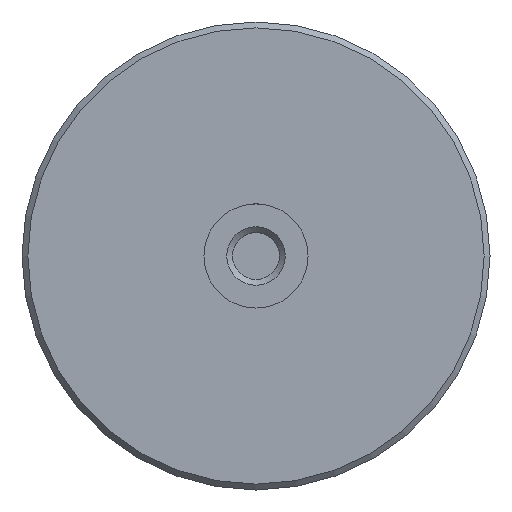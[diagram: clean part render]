
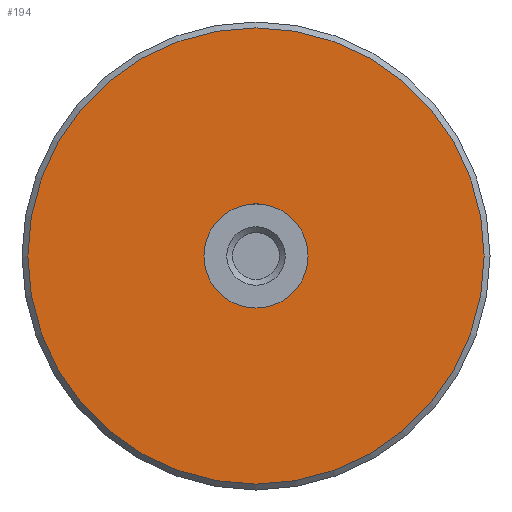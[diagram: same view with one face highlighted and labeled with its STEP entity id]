
A CAD part, front view. The second image highlights one B-rep face of the part: STEP entity #194.
In plain terms, the highlighted planar face has unit normal (0, -1, 0).
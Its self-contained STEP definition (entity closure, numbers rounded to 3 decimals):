
#27=PLANE('',#219);
#36=FACE_BOUND('',#75,.T.);
#53=FACE_OUTER_BOUND('',#74,.T.);
#74=EDGE_LOOP('',(#159));
#75=EDGE_LOOP('',(#160));
#104=CIRCLE('',#217,39.);
#106=CIRCLE('',#220,8.9);
#119=VERTEX_POINT('',#320);
#121=VERTEX_POINT('',#325);
#137=EDGE_CURVE('',#119,#119,#104,.T.);
#139=EDGE_CURVE('',#121,#121,#106,.T.);
#159=ORIENTED_EDGE('',*,*,#137,.F.);
#160=ORIENTED_EDGE('',*,*,#139,.F.);
#194=ADVANCED_FACE('',(#53,#36),#27,.F.);
#217=AXIS2_PLACEMENT_3D('',#321,#259,#260);
#219=AXIS2_PLACEMENT_3D('',#324,#263,#264);
#220=AXIS2_PLACEMENT_3D('',#326,#265,#266);
#259=DIRECTION('center_axis',(0.,1.,0.));
#260=DIRECTION('ref_axis',(-1.,0.,0.));
#263=DIRECTION('center_axis',(0.,1.,0.));
#264=DIRECTION('ref_axis',(0.,0.,1.));
#265=DIRECTION('center_axis',(0.,-1.,0.));
#266=DIRECTION('ref_axis',(-1.,0.,0.));
#320=CARTESIAN_POINT('',(39.,16.7,0.));
#321=CARTESIAN_POINT('Origin',(0.,16.7,0.));
#324=CARTESIAN_POINT('Origin',(0.,16.7,0.));
#325=CARTESIAN_POINT('',(8.9,16.7,0.));
#326=CARTESIAN_POINT('Origin',(0.,16.7,0.));
